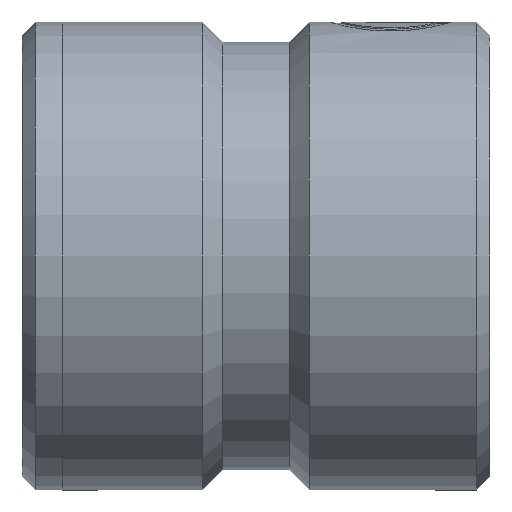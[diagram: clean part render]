
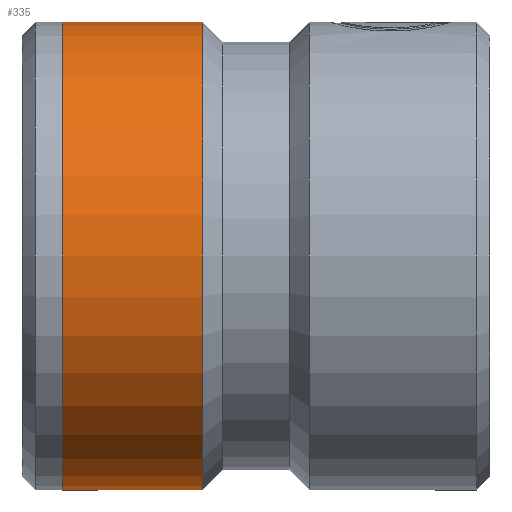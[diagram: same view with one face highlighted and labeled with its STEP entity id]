
A CAD part, left-side view. The second image highlights one B-rep face of the part: STEP entity #335.
In plain terms, the highlighted cylindrical face has radius 17.5 mm (diameter 35 mm), a partial arc.
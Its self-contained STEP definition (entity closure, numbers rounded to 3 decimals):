
#24 = AXIS2_PLACEMENT_3D ( 'NONE', #793, #1525, #1409 ) ;
#34 = CIRCLE ( 'NONE', #1359, 17.5 ) ;
#44 = FACE_OUTER_BOUND ( 'NONE', #1545, .T. ) ;
#56 = EDGE_CURVE ( 'NONE', #1259, #1420, #1580, .T. ) ;
#60 = DIRECTION ( 'NONE',  ( 0., -1., 0. ) ) ;
#61 = ORIENTED_EDGE ( 'NONE', *, *, #355, .F. ) ;
#75 = CYLINDRICAL_SURFACE ( 'NONE', #24, 17.5 ) ;
#141 = CARTESIAN_POINT ( 'NONE',  ( 0., 32., 0. ) ) ;
#233 = VERTEX_POINT ( 'NONE', #1043 ) ;
#261 = DIRECTION ( 'NONE',  ( 0., 0., -1. ) ) ;
#276 = VECTOR ( 'NONE', #1442, 1000. ) ;
#335 = ADVANCED_FACE ( 'NONE', ( #44 ), #75, .T. ) ;
#355 = EDGE_CURVE ( 'NONE', #233, #1420, #1069, .T. ) ;
#368 = VECTOR ( 'NONE', #627, 1000. ) ;
#505 = CARTESIAN_POINT ( 'NONE',  ( 0., 21.5, -17.5 ) ) ;
#510 = ORIENTED_EDGE ( 'NONE', *, *, #56, .T. ) ;
#627 = DIRECTION ( 'NONE',  ( 0., -1., 0. ) ) ;
#703 = CARTESIAN_POINT ( 'NONE',  ( 0., 0., -17.5 ) ) ;
#793 = CARTESIAN_POINT ( 'NONE',  ( 0., 0., 0. ) ) ;
#801 = CARTESIAN_POINT ( 'NONE',  ( 0., 21.5, 0. ) ) ;
#926 = DIRECTION ( 'NONE',  ( 0., 0., -1. ) ) ;
#1003 = DIRECTION ( 'NONE',  ( 0., -1., 0. ) ) ;
#1026 = CARTESIAN_POINT ( 'NONE',  ( 0., 32., -17.5 ) ) ;
#1043 = CARTESIAN_POINT ( 'NONE',  ( 0., 21.5, 17.5 ) ) ;
#1069 = CIRCLE ( 'NONE', #1552, 17.5 ) ;
#1072 = LINE ( 'NONE', #1481, #368 ) ;
#1101 = VERTEX_POINT ( 'NONE', #1368 ) ;
#1133 = ORIENTED_EDGE ( 'NONE', *, *, #1443, .F. ) ;
#1259 = VERTEX_POINT ( 'NONE', #1026 ) ;
#1359 = AXIS2_PLACEMENT_3D ( 'NONE', #141, #1003, #261 ) ;
#1368 = CARTESIAN_POINT ( 'NONE',  ( 0., 32., 17.5 ) ) ;
#1409 = DIRECTION ( 'NONE',  ( 0., 0., -1. ) ) ;
#1420 = VERTEX_POINT ( 'NONE', #505 ) ;
#1429 = ORIENTED_EDGE ( 'NONE', *, *, #1458, .T. ) ;
#1442 = DIRECTION ( 'NONE',  ( 0., -1., 0. ) ) ;
#1443 = EDGE_CURVE ( 'NONE', #1101, #233, #1072, .T. ) ;
#1458 = EDGE_CURVE ( 'NONE', #1101, #1259, #34, .T. ) ;
#1481 = CARTESIAN_POINT ( 'NONE',  ( 0., 0., 17.5 ) ) ;
#1525 = DIRECTION ( 'NONE',  ( 0., -1., 0. ) ) ;
#1545 = EDGE_LOOP ( 'NONE', ( #1133, #1429, #510, #61 ) ) ;
#1552 = AXIS2_PLACEMENT_3D ( 'NONE', #801, #60, #926 ) ;
#1580 = LINE ( 'NONE', #703, #276 ) ;
